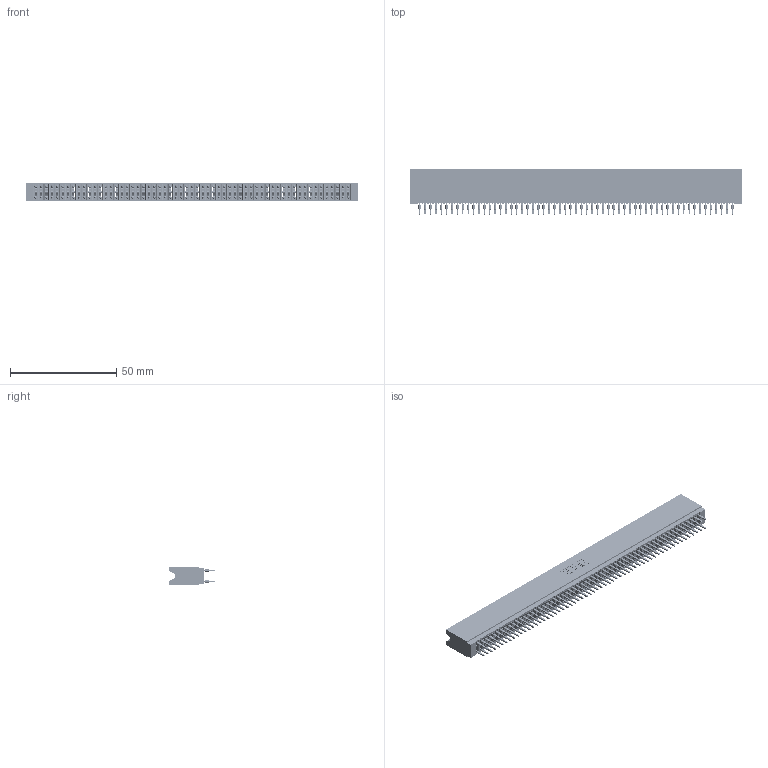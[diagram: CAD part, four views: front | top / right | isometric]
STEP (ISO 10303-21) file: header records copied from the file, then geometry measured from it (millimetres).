
FILE_DESCRIPTION (( 'STEP AP203' ), '1' );
FILE_NAME ('745-118-560-206.STEP', '2020-09-14T16:51:01', ( '' ), ( '' ), 'SwSTEP 2.0', 'SolidWorks 2020', '' );
FILE_SCHEMA (( 'CONFIG_CONTROL_DESIGN' ));
Length unit declared in the file: inch
Products named in the file (3): 745-292-001_560; 745-118-560-206; 745 Part_Insulator Option - 06
Assembly tree (119 placements, depth 2):
  745-118-560-206
    745 Part_Insulator Option - 06
    745-292-001_560  x118
Bounding box: 156.46 x 21.22 x 8.89 mm (x, y, z)
Volume: 14401.9 mm3; surface area: 31560.2 mm2
Topology: 119 solids, 119 shells, 11719 faces, 32061 edges, 20350 vertices
Faces by surface type: plane 6074, cylinder 2577, bspline 2360, torus 708
Entity records: 97356 total; most frequent: CARTESIAN_POINT 17384, ORIENTED_EDGE 16854, DIRECTION 14713, EDGE_CURVE 8427, LINE 7883, VECTOR 7883, VERTEX_POINT 5374, AXIS2_PLACEMENT_3D 3415
